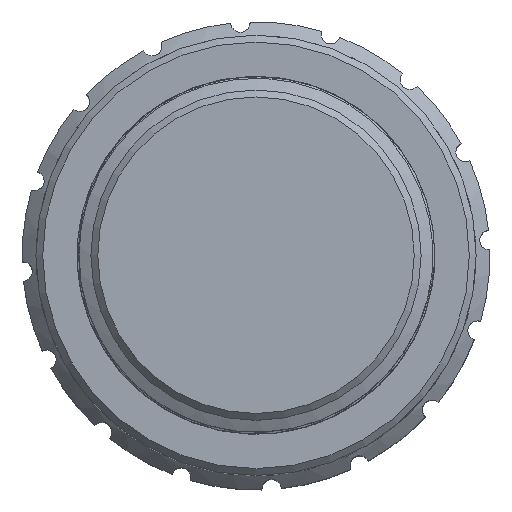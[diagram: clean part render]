
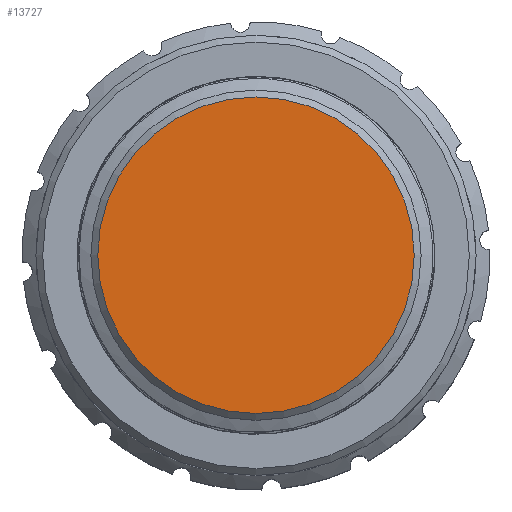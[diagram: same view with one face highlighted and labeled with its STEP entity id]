
A CAD part, top view. The second image highlights one B-rep face of the part: STEP entity #13727.
In plain terms, the highlighted planar face has unit normal (0, 0, 1).
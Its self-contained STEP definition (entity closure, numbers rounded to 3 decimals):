
#1445 = DIRECTION ( 'NONE',  ( 0., 0., 1. ) ) ;
#3337 = DIRECTION ( 'NONE',  ( 1., 0., 0. ) ) ;
#4502 = CARTESIAN_POINT ( 'NONE',  ( -104.026, 19.919, 30. ) ) ;
#4695 = DIRECTION ( 'NONE',  ( 0., 0., 1. ) ) ;
#6484 = CARTESIAN_POINT ( 'NONE',  ( -104.026, 19.919, 30. ) ) ;
#6805 = AXIS2_PLACEMENT_3D ( 'NONE', #4502, #1445, #16814 ) ;
#7258 = ORIENTED_EDGE ( 'NONE', *, *, #12949, .T. ) ;
#8156 = EDGE_LOOP ( 'NONE', ( #7258 ) ) ;
#8937 = FACE_OUTER_BOUND ( 'NONE', #8156, .T. ) ;
#9371 = CIRCLE ( 'NONE', #6805, 11.5 ) ;
#12949 = EDGE_CURVE ( 'NONE', #16014, #16014, #9371, .T. ) ;
#13092 = PLANE ( 'NONE',  #15476 ) ;
#13727 = ADVANCED_FACE ( 'NONE', ( #8937 ), #13092, .T. ) ;
#15476 = AXIS2_PLACEMENT_3D ( 'NONE', #6484, #4695, #3337 ) ;
#16014 = VERTEX_POINT ( 'NONE', #17378 ) ;
#16814 = DIRECTION ( 'NONE',  ( 1., 0., 0. ) ) ;
#17378 = CARTESIAN_POINT ( 'NONE',  ( -92.526, 19.919, 30. ) ) ;
